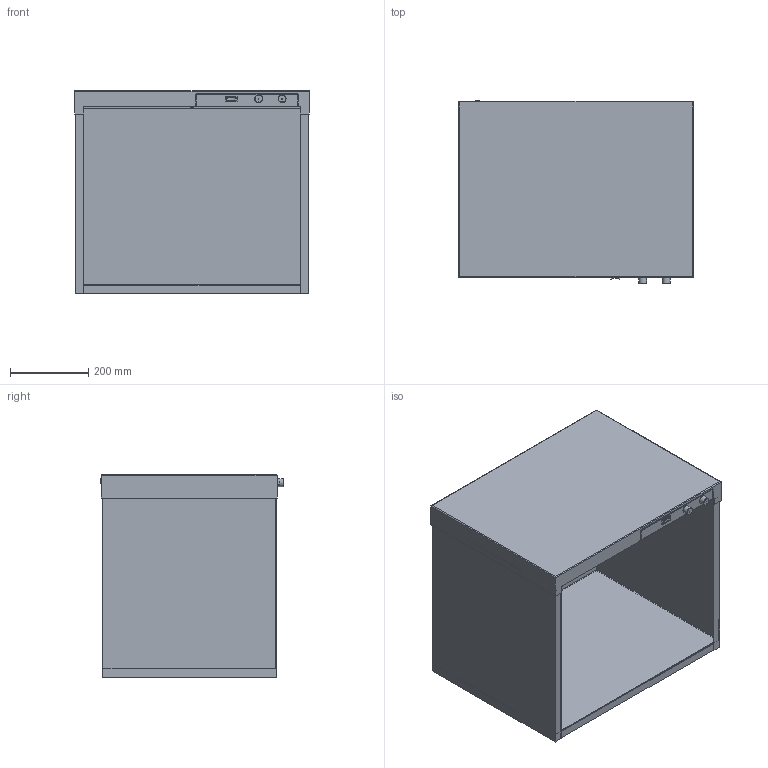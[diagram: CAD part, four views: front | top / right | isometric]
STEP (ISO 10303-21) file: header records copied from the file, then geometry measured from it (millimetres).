
FILE_DESCRIPTION(/* description */ (''),/* implementation_level */ '2;1');
FILE_NAME(/* name */ '55-40-CC-D50-R',/* time_stamp */ '2020-02-25T12:02:10+01:00',/* author */ (''),/* organization */ (''),/* preprocessor_version */ 'ST-DEVELOPER v15.7',/* originating_system */ 'HiCAD 2015 2002.1 Build 408',/* authorisation */ '');
FILE_SCHEMA (('AUTOMOTIVE_DESIGN { 1 0 10303 214 1 1 1 1 }'));
Length unit declared in the file: millimetre
Products named in the file (20): Root; Baugruppe_Xled-2-VD; QUADER_0; ISO 14579-M3x10-10.9_Zylinderkopfschrauben; DIN 125-A 3.2-140 HV_Scheiben; ZYLINDER_0; BLENDE-VR-GERÄTE; TRANSLATIONSTEIL_0
Assembly tree (19 placements, depth 3):
  Root
    Baugruppe_Xled-2-VD
      QUADER_0
      ISO 14579-M3x10-10.9_Zylinderkopfschrauben
      ISO 14579-M3x10-10.9_Zylinderkopfschrauben
      ISO 14579-M3x10-10.9_Zylinderkopfschrauben
      ISO 14579-M3x10-10.9_Zylinderkopfschrauben
      ISO 14579-M3x10-10.9_Zylinderkopfschrauben
      ISO 14579-M3x10-10.9_Zylinderkopfschrauben
      DIN 125-A 3.2-140 HV_Scheiben
      DIN 125-A 3.2-140 HV_Scheiben
      DIN 125-A 3.2-140 HV_Scheiben
      DIN 125-A 3.2-140 HV_Scheiben
      DIN 125-A 3.2-140 HV_Scheiben
      DIN 125-A 3.2-140 HV_Scheiben
      ZYLINDER_0
      BLENDE-VR-GERÄTE
      QUADER_0
      TRANSLATIONSTEIL_0
      TRANSLATIONSTEIL_0
Bounding box: 600 x 468.5 x 519 mm (x, y, z)
Volume: 12968028.1 mm3; surface area: 2674423.8 mm2
Topology: 18 solids, 18 shells, 284 faces, 657 edges, 428 vertices
Faces by surface type: cylinder 133, plane 128, torus 11, cone 8, sphere 4
Full cylindrical faces by diameter (mm): 2.1 x1, 2.459 x6, 3 x6, 3.2 x6, 5.5 x6, 5.6 x1, 6 x2, 7 x6, 10 x1, 11 x1, 12.6 x1, 20 x2
Entity records: 13940 total; most frequent: DIRECTION 1501, CARTESIAN_POINT 1305, PRESENTATION_STYLE_ASSIGNMENT 1180, OVER_RIDING_STYLED_ITEM 1162, COLOUR_RGB 1161, DRAUGHTING_PRE_DEFINED_CURVE_FONT 1152, CURVE_STYLE 1152, ORIENTED_EDGE 1152
